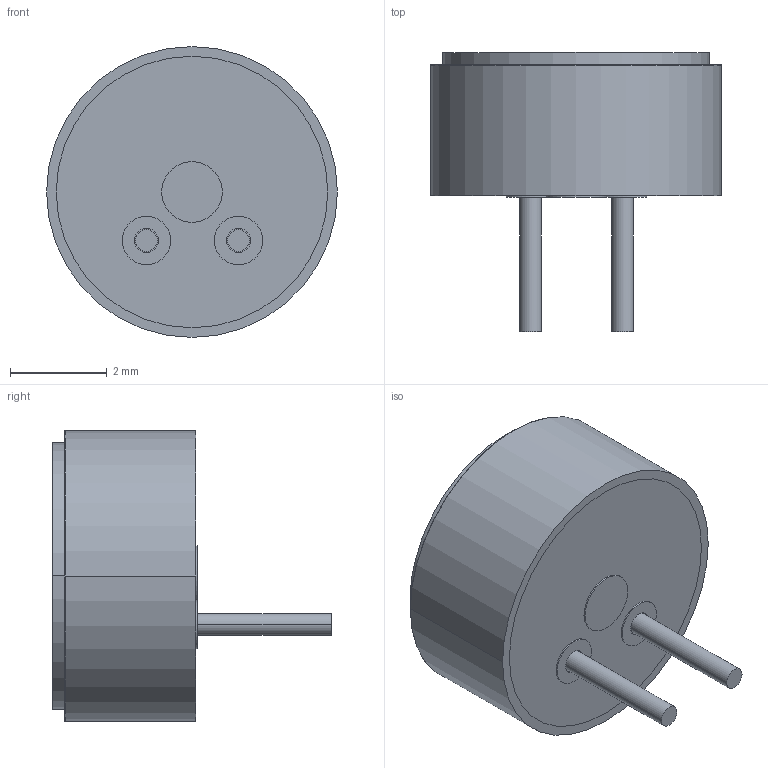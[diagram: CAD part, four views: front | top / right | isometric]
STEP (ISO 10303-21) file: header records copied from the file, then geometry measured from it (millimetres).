
FILE_DESCRIPTION (( 'STEP AP214' ), '1' );
FILE_NAME ('CUI_DEVICES_CMEJ-0627-42-P.step', '2020-02-05T17:11:17', ( '' ), ( '' ), 'SwSTEP 2.0', 'SolidWorks 2019', '' );
FILE_SCHEMA (( 'AUTOMOTIVE_DESIGN' ));
Length unit declared in the file: inch
Products named in the file (1): CUI_DEVICES_CMEJ-0627-42-P
Bounding box: 6 x 5.75 x 6 mm (x, y, z)
Volume: 83.2 mm3; surface area: 268 mm2
Topology: 8 solids, 8 shells, 40 faces, 72 edges, 48 vertices
Faces by surface type: cylinder 22, plane 16, torus 2
Entity records: 1434 total; most frequent: DIRECTION 204, CARTESIAN_POINT 161, ORIENTED_EDGE 144, AXIS2_PLACEMENT_3D 91, EDGE_CURVE 72, CIRCLE 50, VERTEX_POINT 48, EDGE_LOOP 46
